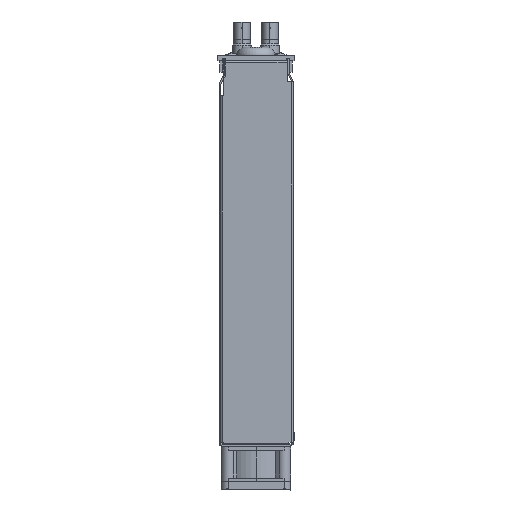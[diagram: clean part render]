
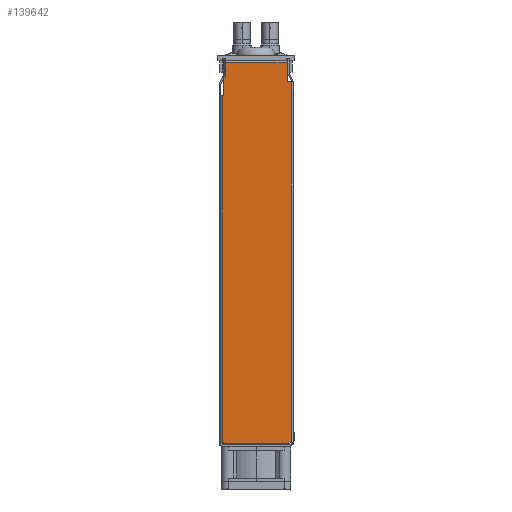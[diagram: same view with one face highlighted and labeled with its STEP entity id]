
A CAD part, left-side view. The second image highlights one B-rep face of the part: STEP entity #139642.
In plain terms, the highlighted planar face has unit normal (-1, 0, 0).
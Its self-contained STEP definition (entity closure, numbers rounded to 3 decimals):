
#11894 = CARTESIAN_POINT ( 'NONE',  ( 17.3, 40.468, -221.9 ) ) ;
#11896 = CARTESIAN_POINT ( 'NONE',  ( 17.3, 2.968, -221.9 ) ) ;
#11946 = CARTESIAN_POINT ( 'NONE',  ( 17.3, 3.968, -15. ) ) ;
#11951 = CARTESIAN_POINT ( 'NONE',  ( 17.3, 40.468, -23. ) ) ;
#11953 = CARTESIAN_POINT ( 'NONE',  ( 17.3, 1.568, -221.5 ) ) ;
#11954 = CARTESIAN_POINT ( 'NONE',  ( 17.3, 1.568, -15. ) ) ;
#11957 = CARTESIAN_POINT ( 'NONE',  ( 17.3, 2.968, -221.5 ) ) ;
#11959 = CARTESIAN_POINT ( 'NONE',  ( 17.3, 3.968, -4.1 ) ) ;
#18626 = AXIS2_PLACEMENT_3D ( 'NONE', #170996, #170999, #171002 ) ;
#21134 = CARTESIAN_POINT ( 'NONE',  ( 17.3, 39.468, -4.1 ) ) ;
#21142 = CARTESIAN_POINT ( 'NONE',  ( 17.3, 39.468, -12. ) ) ;
#21150 = CARTESIAN_POINT ( 'NONE',  ( 17.3, 40.468, -12. ) ) ;
#21162 = CARTESIAN_POINT ( 'NONE',  ( 17.3, 40.468, -221.5 ) ) ;
#21172 = CARTESIAN_POINT ( 'NONE',  ( 17.3, 40.868, -23. ) ) ;
#21174 = CARTESIAN_POINT ( 'NONE',  ( 17.3, 40.868, -221.5 ) ) ;
#67061 = EDGE_CURVE ( 'NONE', #81825, #81828, #205117, .T. ) ;
#67089 = EDGE_CURVE ( 'NONE', #81831, #81825, #205218, .T. ) ;
#67096 = EDGE_CURVE ( 'NONE', #81813, #81836, #205257, .T. ) ;
#67127 = EDGE_CURVE ( 'NONE', #81859, #81836, #205348, .T. ) ;
#67159 = EDGE_CURVE ( 'NONE', #81859, #81874, #205455, .T. ) ;
#67170 = EDGE_CURVE ( 'NONE', #81874, #81889, #205496, .T. ) ;
#67181 = EDGE_CURVE ( 'NONE', #81889, #81821, #205537, .T. ) ;
#67257 = EDGE_CURVE ( 'NONE', #81913, #81932, #205734, .T. ) ;
#67290 = EDGE_CURVE ( 'NONE', #81932, #81928, #205795, .T. ) ;
#67298 = EDGE_CURVE ( 'NONE', #81913, #81722, #205823, .T. ) ;
#67313 = EDGE_CURVE ( 'NONE', #81726, #81831, #205836, .T. ) ;
#67317 = EDGE_CURVE ( 'NONE', #81828, #81813, #205861, .T. ) ;
#67325 = EDGE_CURVE ( 'NONE', #81821, #81928, #205878, .T. ) ;
#81722 = VERTEX_POINT ( 'NONE', #11894 ) ;
#81726 = VERTEX_POINT ( 'NONE', #11896 ) ;
#81813 = VERTEX_POINT ( 'NONE', #11946 ) ;
#81821 = VERTEX_POINT ( 'NONE', #11951 ) ;
#81825 = VERTEX_POINT ( 'NONE', #11953 ) ;
#81828 = VERTEX_POINT ( 'NONE', #11954 ) ;
#81831 = VERTEX_POINT ( 'NONE', #11957 ) ;
#81836 = VERTEX_POINT ( 'NONE', #11959 ) ;
#81859 = VERTEX_POINT ( 'NONE', #21134 ) ;
#81874 = VERTEX_POINT ( 'NONE', #21142 ) ;
#81889 = VERTEX_POINT ( 'NONE', #21150 ) ;
#81913 = VERTEX_POINT ( 'NONE', #21162 ) ;
#81928 = VERTEX_POINT ( 'NONE', #21172 ) ;
#81932 = VERTEX_POINT ( 'NONE', #21174 ) ;
#115221 = ORIENTED_EDGE ( 'NONE', *, *, #67290, .F. ) ;
#115224 = ORIENTED_EDGE ( 'NONE', *, *, #67257, .F. ) ;
#115227 = ORIENTED_EDGE ( 'NONE', *, *, #67298, .T. ) ;
#115230 = ORIENTED_EDGE ( 'NONE', *, *, #251303, .F. ) ;
#115233 = ORIENTED_EDGE ( 'NONE', *, *, #67313, .T. ) ;
#115236 = ORIENTED_EDGE ( 'NONE', *, *, #67089, .T. ) ;
#115238 = ORIENTED_EDGE ( 'NONE', *, *, #67061, .T. ) ;
#115240 = ORIENTED_EDGE ( 'NONE', *, *, #67317, .T. ) ;
#115243 = ORIENTED_EDGE ( 'NONE', *, *, #67096, .T. ) ;
#115245 = ORIENTED_EDGE ( 'NONE', *, *, #67127, .F. ) ;
#115247 = ORIENTED_EDGE ( 'NONE', *, *, #67159, .T. ) ;
#115249 = ORIENTED_EDGE ( 'NONE', *, *, #67170, .T. ) ;
#115251 = ORIENTED_EDGE ( 'NONE', *, *, #67181, .T. ) ;
#115253 = ORIENTED_EDGE ( 'NONE', *, *, #67325, .T. ) ;
#118016 = EDGE_LOOP ( 'NONE', ( #115221, #115224, #115227, #115230, #115233, #115236, #115238, #115240, #115243, #115245, #115247, #115249, #115251, #115253 ) ) ;
#139642 = ADVANCED_FACE ( 'NONE', ( #170966 ), #170922, .F. ) ;
#150353 = LINE ( 'NONE', #150354, #156534 ) ;
#150354 = CARTESIAN_POINT ( 'NONE',  ( 17.3, 2.968, -221.9 ) ) ;
#150361 = DIRECTION ( 'NONE',  ( 0., 1., 0. ) ) ;
#156534 = VECTOR ( 'NONE', #150361, 1000. ) ;
#170922 = PLANE ( 'NONE',  #18626 ) ;
#170966 = FACE_OUTER_BOUND ( 'NONE', #118016, .T. ) ;
#170996 = CARTESIAN_POINT ( 'NONE',  ( 17.3, 2.968, -223. ) ) ;
#170999 = DIRECTION ( 'NONE',  ( 1., 0., 0. ) ) ;
#171002 = DIRECTION ( 'NONE',  ( 0., 1., 0. ) ) ;
#205097 = CARTESIAN_POINT ( 'NONE',  ( 17.3, 1.568, -221.5 ) ) ;
#205117 = LINE ( 'NONE', #205097, #241888 ) ;
#205127 = DIRECTION ( 'NONE',  ( 0., 0., 1. ) ) ;
#205218 = LINE ( 'NONE', #205240, #241906 ) ;
#205240 = CARTESIAN_POINT ( 'NONE',  ( 17.3, 2.968, -221.5 ) ) ;
#205243 = DIRECTION ( 'NONE',  ( 0., -1., 0. ) ) ;
#205257 = LINE ( 'NONE', #205266, #241908 ) ;
#205266 = CARTESIAN_POINT ( 'NONE',  ( 17.3, 3.968, -3. ) ) ;
#205269 = DIRECTION ( 'NONE',  ( 0., 0., 1. ) ) ;
#205348 = LINE ( 'NONE', #205366, #241925 ) ;
#205366 = CARTESIAN_POINT ( 'NONE',  ( 17.3, 39.468, -4.1 ) ) ;
#205369 = DIRECTION ( 'NONE',  ( 0., -1., 0. ) ) ;
#205441 = CARTESIAN_POINT ( 'NONE',  ( 17.3, 39.468, -3. ) ) ;
#205455 = LINE ( 'NONE', #205441, #241940 ) ;
#205464 = DIRECTION ( 'NONE',  ( 0., 0., -1. ) ) ;
#205472 = CARTESIAN_POINT ( 'NONE',  ( 17.3, 40.468, -12. ) ) ;
#205496 = LINE ( 'NONE', #205472, #241946 ) ;
#205505 = DIRECTION ( 'NONE',  ( 0., 1., 0. ) ) ;
#205513 = CARTESIAN_POINT ( 'NONE',  ( 17.3, 40.468, -12. ) ) ;
#205537 = LINE ( 'NONE', #205513, #241952 ) ;
#205547 = DIRECTION ( 'NONE',  ( 0., 0., -1. ) ) ;
#205716 = CARTESIAN_POINT ( 'NONE',  ( 17.3, 2.968, -221.5 ) ) ;
#205734 = LINE ( 'NONE', #205716, #241984 ) ;
#205740 = DIRECTION ( 'NONE',  ( 0., 1., 0. ) ) ;
#205795 = LINE ( 'NONE', #205809, #241998 ) ;
#205809 = CARTESIAN_POINT ( 'NONE',  ( 17.3, 40.868, -221.5 ) ) ;
#205811 = DIRECTION ( 'NONE',  ( 0., 0., 1. ) ) ;
#205813 = CARTESIAN_POINT ( 'NONE',  ( 17.3, 40.468, -221.5 ) ) ;
#205823 = LINE ( 'NONE', #205813, #242003 ) ;
#205829 = DIRECTION ( 'NONE',  ( 0., 0., -1. ) ) ;
#205836 = LINE ( 'NONE', #205852, #242011 ) ;
#205852 = CARTESIAN_POINT ( 'NONE',  ( 17.3, 2.968, -221.5 ) ) ;
#205859 = DIRECTION ( 'NONE',  ( 0., 0., 1. ) ) ;
#205861 = LINE ( 'NONE', #205868, #241996 ) ;
#205868 = CARTESIAN_POINT ( 'NONE',  ( 17.3, 0.468, -15. ) ) ;
#205870 = DIRECTION ( 'NONE',  ( 0., 1., 0. ) ) ;
#205873 = CARTESIAN_POINT ( 'NONE',  ( 17.3, 41.968, -23. ) ) ;
#205878 = LINE ( 'NONE', #205873, #242019 ) ;
#205889 = DIRECTION ( 'NONE',  ( 0., 1., 0. ) ) ;
#241888 = VECTOR ( 'NONE', #205127, 1000. ) ;
#241906 = VECTOR ( 'NONE', #205243, 1000. ) ;
#241908 = VECTOR ( 'NONE', #205269, 1000. ) ;
#241925 = VECTOR ( 'NONE', #205369, 1000. ) ;
#241940 = VECTOR ( 'NONE', #205464, 1000. ) ;
#241946 = VECTOR ( 'NONE', #205505, 1000. ) ;
#241952 = VECTOR ( 'NONE', #205547, 1000. ) ;
#241984 = VECTOR ( 'NONE', #205740, 1000. ) ;
#241996 = VECTOR ( 'NONE', #205870, 1000. ) ;
#241998 = VECTOR ( 'NONE', #205811, 1000. ) ;
#242003 = VECTOR ( 'NONE', #205829, 1000. ) ;
#242011 = VECTOR ( 'NONE', #205859, 1000. ) ;
#242019 = VECTOR ( 'NONE', #205889, 1000. ) ;
#251303 = EDGE_CURVE ( 'NONE', #81726, #81722, #150353, .T. ) ;
